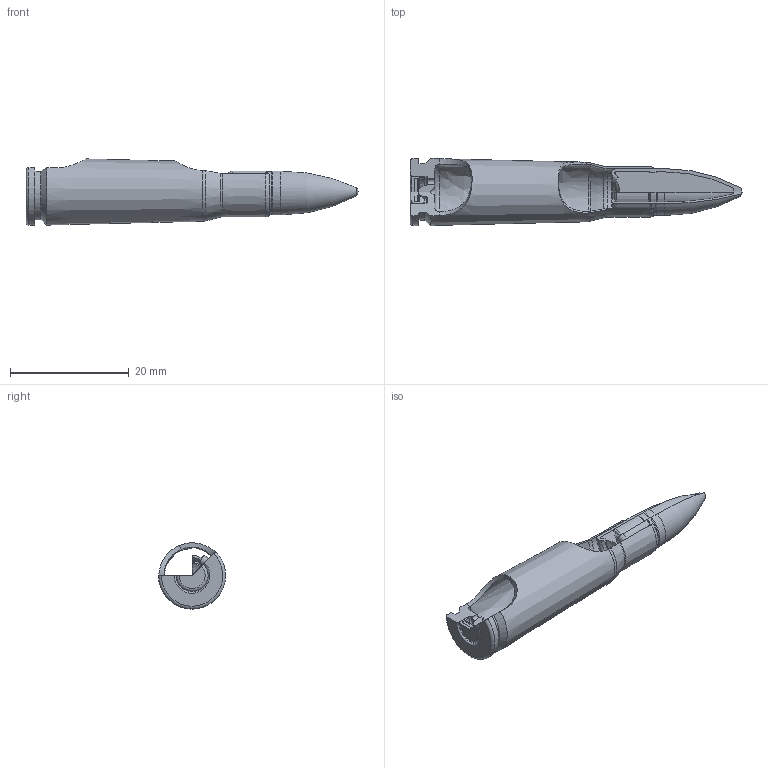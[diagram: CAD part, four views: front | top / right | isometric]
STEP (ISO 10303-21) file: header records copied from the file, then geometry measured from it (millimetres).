
FILE_DESCRIPTION (( 'STEP AP214' ), '1' );
FILE_NAME ('7.62x41.STEP', '2023-05-21T15:41:45', ( '' ), ( '' ), 'SwSTEP 2.0', 'SolidWorks 2022', '' );
FILE_SCHEMA (( 'AUTOMOTIVE_DESIGN' ));
Length unit declared in the file: millimetre
Products named in the file (1): 7.62x41
Bounding box: 56 x 11.34 x 11.18 mm (x, y, z)
Volume: 1283.6 mm3; surface area: 3258.2 mm2
Topology: 6 solids, 6 shells, 111 faces, 305 edges, 201 vertices
Faces by surface type: torus 36, plane 27, cone 21, cylinder 20, sphere 4, bspline 3
Full cylindrical faces by diameter (mm): 1.05 x1
Entity records: 4014 total; most frequent: CARTESIAN_POINT 1031, DIRECTION 661, ORIENTED_EDGE 596, EDGE_CURVE 298, AXIS2_PLACEMENT_3D 276, VERTEX_POINT 199, CIRCLE 167, EDGE_LOOP 115
